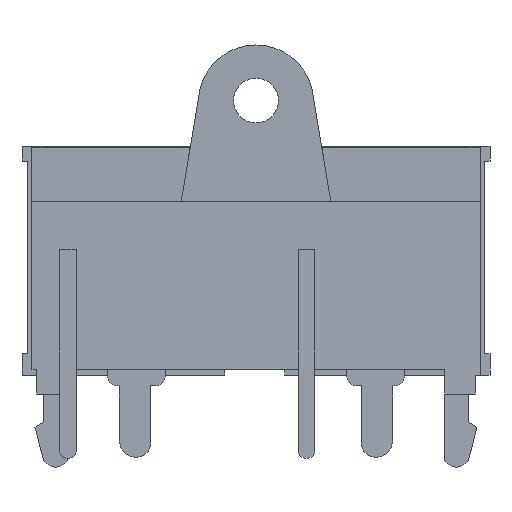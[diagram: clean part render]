
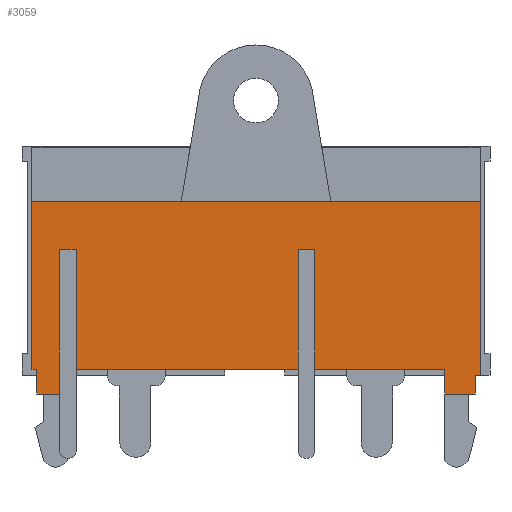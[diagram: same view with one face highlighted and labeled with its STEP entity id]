
A CAD part, front view. The second image highlights one B-rep face of the part: STEP entity #3059.
In plain terms, the highlighted planar face has unit normal (0, -1, 0).
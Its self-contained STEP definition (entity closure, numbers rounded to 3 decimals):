
#462=ORIENTED_EDGE('',*,*,#937,.F.);
#463=ORIENTED_EDGE('',*,*,#950,.F.);
#464=ORIENTED_EDGE('',*,*,#938,.T.);
#465=ORIENTED_EDGE('',*,*,#920,.T.);
#466=ORIENTED_EDGE('',*,*,#942,.F.);
#467=ORIENTED_EDGE('',*,*,#745,.T.);
#468=ORIENTED_EDGE('',*,*,#945,.T.);
#469=ORIENTED_EDGE('',*,*,#821,.F.);
#470=ORIENTED_EDGE('',*,*,#817,.T.);
#471=ORIENTED_EDGE('',*,*,#813,.T.);
#472=ORIENTED_EDGE('',*,*,#949,.T.);
#473=ORIENTED_EDGE('',*,*,#732,.T.);
#474=ORIENTED_EDGE('',*,*,#951,.T.);
#475=ORIENTED_EDGE('',*,*,#829,.T.);
#476=ORIENTED_EDGE('',*,*,#930,.T.);
#477=ORIENTED_EDGE('',*,*,#728,.T.);
#478=ORIENTED_EDGE('',*,*,#931,.T.);
#479=ORIENTED_EDGE('',*,*,#825,.F.);
#728=EDGE_CURVE('',#1035,#1034,#1243,.T.);
#732=EDGE_CURVE('',#1039,#1038,#1247,.T.);
#745=EDGE_CURVE('',#1048,#1051,#1260,.T.);
#813=EDGE_CURVE('',#1106,#1107,#1300,.T.);
#817=EDGE_CURVE('',#1109,#1106,#1304,.T.);
#821=EDGE_CURVE('',#1109,#1111,#1308,.T.);
#825=EDGE_CURVE('',#1112,#1114,#1312,.T.);
#829=EDGE_CURVE('',#1116,#1117,#1316,.T.);
#920=EDGE_CURVE('',#1184,#1183,#1385,.T.);
#930=EDGE_CURVE('',#1117,#1035,#1393,.T.);
#931=EDGE_CURVE('',#1034,#1114,#1394,.T.);
#937=EDGE_CURVE('',#1192,#1112,#1400,.T.);
#938=EDGE_CURVE('',#1193,#1184,#1401,.T.);
#942=EDGE_CURVE('',#1048,#1183,#1404,.T.);
#945=EDGE_CURVE('',#1051,#1111,#1407,.T.);
#949=EDGE_CURVE('',#1107,#1039,#1411,.T.);
#950=EDGE_CURVE('',#1193,#1192,#1412,.T.);
#951=EDGE_CURVE('',#1038,#1116,#1413,.T.);
#1034=VERTEX_POINT('',#3913);
#1035=VERTEX_POINT('',#3915);
#1038=VERTEX_POINT('',#3921);
#1039=VERTEX_POINT('',#3923);
#1048=VERTEX_POINT('',#3944);
#1051=VERTEX_POINT('',#3949);
#1106=VERTEX_POINT('',#4106);
#1107=VERTEX_POINT('',#4107);
#1109=VERTEX_POINT('',#4114);
#1111=VERTEX_POINT('',#4121);
#1112=VERTEX_POINT('',#4126);
#1114=VERTEX_POINT('',#4129);
#1116=VERTEX_POINT('',#4136);
#1117=VERTEX_POINT('',#4137);
#1183=VERTEX_POINT('',#4320);
#1184=VERTEX_POINT('',#4322);
#1192=VERTEX_POINT('',#4353);
#1193=VERTEX_POINT('',#4357);
#1243=LINE('',#3914,#1493);
#1247=LINE('',#3922,#1497);
#1260=LINE('',#3950,#1510);
#1300=LINE('',#4105,#1550);
#1304=LINE('',#4113,#1554);
#1308=LINE('',#4120,#1558);
#1312=LINE('',#4128,#1562);
#1316=LINE('',#4135,#1566);
#1385=LINE('',#4321,#1635);
#1393=LINE('',#4341,#1643);
#1394=LINE('',#4343,#1644);
#1400=LINE('',#4354,#1650);
#1401=LINE('',#4356,#1651);
#1404=LINE('',#4364,#1654);
#1407=LINE('',#4368,#1657);
#1411=LINE('',#4375,#1661);
#1412=LINE('',#4377,#1662);
#1413=LINE('',#4378,#1663);
#1493=VECTOR('',#3297,1000.);
#1497=VECTOR('',#3301,1000.);
#1510=VECTOR('',#3318,1000.);
#1550=VECTOR('',#3480,1000.);
#1554=VECTOR('',#3486,1000.);
#1558=VECTOR('',#3492,1000.);
#1562=VECTOR('',#3498,1000.);
#1566=VECTOR('',#3504,1000.);
#1635=VECTOR('',#3671,1000.);
#1643=VECTOR('',#3691,1000.);
#1644=VECTOR('',#3694,1000.);
#1650=VECTOR('',#3704,1000.);
#1651=VECTOR('',#3707,1000.);
#1654=VECTOR('',#3716,1000.);
#1657=VECTOR('',#3721,1000.);
#1661=VECTOR('',#3731,1000.);
#1662=VECTOR('',#3734,1000.);
#1663=VECTOR('',#3735,1000.);
#1834=EDGE_LOOP('',(#462,#463,#464,#465,#466,#467,#468,#469,#470,#471,#472,
#473,#474,#475,#476,#477,#478,#479));
#1981=FACE_BOUND('',#1834,.T.);
#2082=PLANE('',#3239);
#3059=ADVANCED_FACE('',(#1981),#2082,.T.);
#3239=AXIS2_PLACEMENT_3D('',#4376,#3732,#3733);
#3297=DIRECTION('',(1.,0.,0.));
#3301=DIRECTION('',(1.,0.,0.));
#3318=DIRECTION('',(1.,0.,0.));
#3480=DIRECTION('',(1.,0.,0.));
#3486=DIRECTION('',(0.,0.,1.));
#3492=DIRECTION('',(-1.,0.,0.));
#3498=DIRECTION('',(-1.,0.,0.));
#3504=DIRECTION('',(1.,0.,0.));
#3671=DIRECTION('',(-1.,0.,0.));
#3691=DIRECTION('',(0.,0.,-1.));
#3694=DIRECTION('',(0.,0.,-1.));
#3704=DIRECTION('',(0.,0.,-1.));
#3707=DIRECTION('',(0.,0.,1.));
#3716=DIRECTION('',(0.,0.,1.));
#3721=DIRECTION('',(0.,0.,-1.));
#3731=DIRECTION('',(0.,0.,-1.));
#3732=DIRECTION('',(0.,-1.,0.));
#3733=DIRECTION('',(0.,0.,-1.));
#3734=DIRECTION('',(-1.,0.,0.));
#3735=DIRECTION('',(0.,0.,1.));
#3913=CARTESIAN_POINT('',(11.049,-9.956,-6.694));
#3914=CARTESIAN_POINT('',(13.13,-9.956,-6.694));
#3915=CARTESIAN_POINT('',(3.458,-9.956,-6.694));
#3921=CARTESIAN_POINT('',(2.468,-9.956,-6.694));
#3922=CARTESIAN_POINT('',(13.13,-9.956,-6.694));
#3923=CARTESIAN_POINT('',(-10.537,-9.956,-6.694));
#3944=CARTESIAN_POINT('',(-13.13,-9.956,-6.694));
#3949=CARTESIAN_POINT('',(-12.854,-9.956,-6.694));
#3950=CARTESIAN_POINT('',(13.13,-9.956,-6.694));
#4105=CARTESIAN_POINT('',(13.13,-9.956,0.337));
#4106=CARTESIAN_POINT('',(-11.528,-9.956,0.337));
#4107=CARTESIAN_POINT('',(-10.537,-9.956,0.337));
#4113=CARTESIAN_POINT('',(-11.528,-9.956,0.));
#4114=CARTESIAN_POINT('',(-11.528,-9.956,-8.134));
#4120=CARTESIAN_POINT('',(13.753,-9.956,-8.134));
#4121=CARTESIAN_POINT('',(-12.854,-9.956,-8.134));
#4126=CARTESIAN_POINT('',(12.854,-9.956,-8.134));
#4128=CARTESIAN_POINT('',(12.735,-9.956,-8.134));
#4129=CARTESIAN_POINT('',(11.049,-9.956,-8.134));
#4135=CARTESIAN_POINT('',(13.13,-9.956,0.337));
#4136=CARTESIAN_POINT('',(2.468,-9.956,0.337));
#4137=CARTESIAN_POINT('',(3.458,-9.956,0.337));
#4320=CARTESIAN_POINT('',(-13.13,-9.956,3.146));
#4321=CARTESIAN_POINT('',(13.13,-9.956,3.146));
#4322=CARTESIAN_POINT('',(13.13,-9.956,3.146));
#4341=CARTESIAN_POINT('',(3.458,-9.956,0.));
#4343=CARTESIAN_POINT('',(11.049,-9.956,0.));
#4353=CARTESIAN_POINT('',(12.854,-9.956,-7.028));
#4354=CARTESIAN_POINT('',(12.854,-9.956,0.));
#4356=CARTESIAN_POINT('',(13.13,-9.956,-8.134));
#4357=CARTESIAN_POINT('',(13.13,-9.956,-7.028));
#4364=CARTESIAN_POINT('',(-13.13,-9.956,0.));
#4368=CARTESIAN_POINT('',(-12.854,-9.956,0.));
#4375=CARTESIAN_POINT('',(-10.537,-9.956,0.));
#4376=CARTESIAN_POINT('',(13.13,-9.956,0.));
#4377=CARTESIAN_POINT('',(13.13,-9.956,-7.028));
#4378=CARTESIAN_POINT('',(2.468,-9.956,0.));
